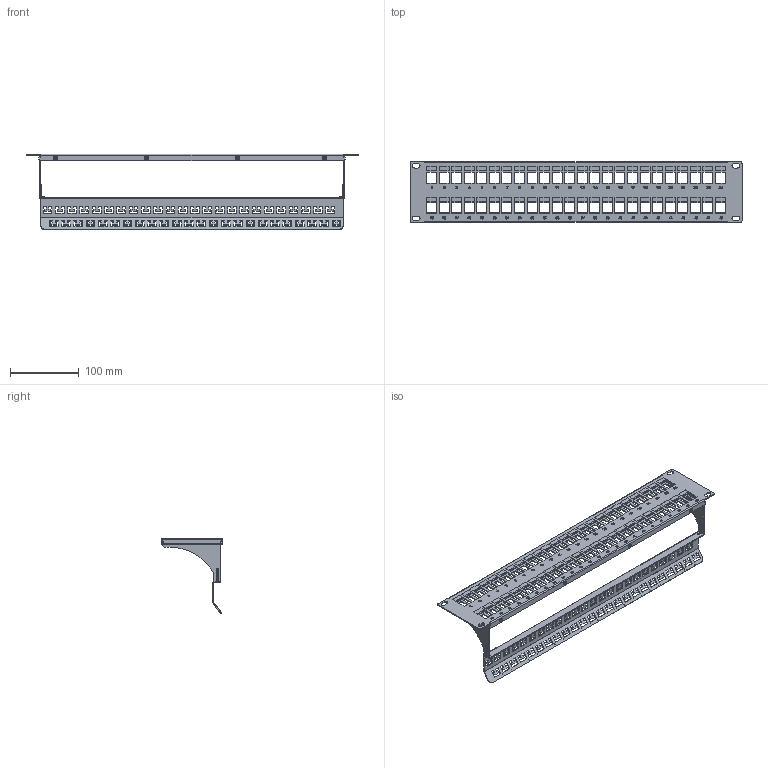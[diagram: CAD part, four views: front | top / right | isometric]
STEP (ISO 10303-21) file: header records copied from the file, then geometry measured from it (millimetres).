
FILE_DESCRIPTION (( 'STEP AP214' ), '1' );
FILE_NAME ('PR35-48SKS-CM.STEP', '2019-04-19T11:31:49', ( '' ), ( '' ), 'SwSTEP 2.0', 'SolidWorks 2018', '' );
FILE_SCHEMA (( 'AUTOMOTIVE_DESIGN' ));
Length unit declared in the file: inch
Products named in the file (4): PR35-48SKS-CM; PR35-48KS-CM_MA2; PR35-48SKS-CM_MA1; 1AJ02-130_92010A112
Assembly tree (10 placements, depth 2):
  PR35-48SKS-CM
    PR35-48SKS-CM_MA1
    PR35-48KS-CM_MA2
    1AJ02-130_92010A112  x8
Bounding box: 482.6 x 88.21 x 110.08 mm (x, y, z)
Volume: 139551.6 mm3; surface area: 205356.7 mm2
Topology: 11 solids, 11 shells, 4483 faces, 12309 edges, 8124 vertices
Faces by surface type: plane 2602, bspline 1383, cylinder 318, cone 136, torus 36, sphere 8
Entity records: 234837 total; most frequent: CARTESIAN_POINT 107150, ORIENTED_EDGE 22364, DIRECTION 14233, EDGE_CURVE 11182, LINE 7995, VECTOR 7995, VERTEX_POINT 7396, EDGE_LOOP 4720
